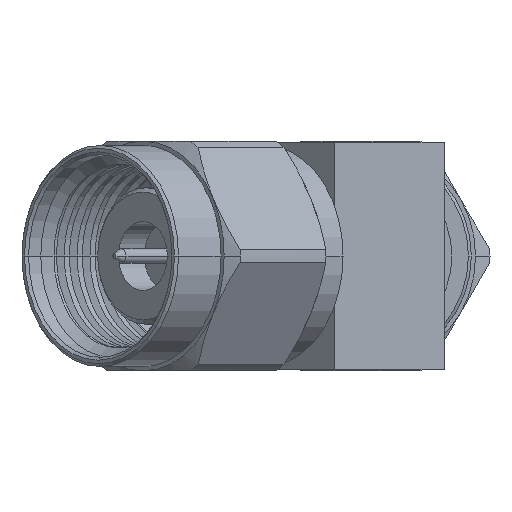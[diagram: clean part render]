
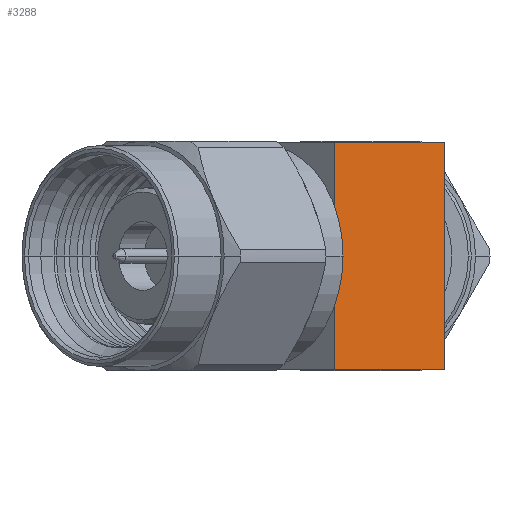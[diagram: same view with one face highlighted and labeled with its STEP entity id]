
A CAD part, left-side view. The second image highlights one B-rep face of the part: STEP entity #3288.
In plain terms, the highlighted planar face has unit normal (-0.707, -0.707, 0).
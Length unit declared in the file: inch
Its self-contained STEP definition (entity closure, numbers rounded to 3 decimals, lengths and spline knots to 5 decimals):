
#36 = EDGE_CURVE ( 'NONE', #6029, #4959, #7766, .T. ) ;
#148 = FACE_OUTER_BOUND ( 'NONE', #1763, .T. ) ;
#363 = LINE ( 'NONE', #1037, #1653 ) ;
#525 = ORIENTED_EDGE ( 'NONE', *, *, #8326, .T. ) ;
#673 = AXIS2_PLACEMENT_3D ( 'NONE', #7955, #7206, #6605 ) ;
#707 = EDGE_CURVE ( 'NONE', #2533, #6029, #4492, .T. ) ;
#1037 = CARTESIAN_POINT ( 'NONE',  ( -0.19679, 0.03532, -0.15551 ) ) ;
#1653 = VECTOR ( 'NONE', #7542, 39.37008 ) ;
#1763 = EDGE_LOOP ( 'NONE', ( #3204, #1870, #1802, #525 ) ) ;
#1802 = ORIENTED_EDGE ( 'NONE', *, *, #707, .F. ) ;
#1870 = ORIENTED_EDGE ( 'NONE', *, *, #36, .F. ) ;
#2337 = CARTESIAN_POINT ( 'NONE',  ( -0.04729, -0.11417, -0.15551 ) ) ;
#2533 = VERTEX_POINT ( 'NONE', #4641 ) ;
#2534 = CARTESIAN_POINT ( 'NONE',  ( -0.19679, 0.03532, 0.15551 ) ) ;
#2694 = PLANE ( 'NONE',  #673 ) ;
#3204 = ORIENTED_EDGE ( 'NONE', *, *, #7847, .T. ) ;
#3288 = ADVANCED_FACE ( 'NONE', ( #148 ), #2694, .T. ) ;
#3710 = VERTEX_POINT ( 'NONE', #7795 ) ;
#3853 = DIRECTION ( 'NONE',  ( 0., 0., 1. ) ) ;
#4492 = LINE ( 'NONE', #7640, #6373 ) ;
#4519 = CARTESIAN_POINT ( 'NONE',  ( -0.04729, -0.11417, 0.15551 ) ) ;
#4641 = CARTESIAN_POINT ( 'NONE',  ( -0.19679, 0.03532, -0.15551 ) ) ;
#4857 = CARTESIAN_POINT ( 'NONE',  ( -0.19679, 0.03532, 0.15551 ) ) ;
#4959 = VERTEX_POINT ( 'NONE', #4519 ) ;
#5503 = LINE ( 'NONE', #2337, #5534 ) ;
#5534 = VECTOR ( 'NONE', #7354, 39.37008 ) ;
#6029 = VERTEX_POINT ( 'NONE', #4857 ) ;
#6373 = VECTOR ( 'NONE', #3853, 39.37008 ) ;
#6605 = DIRECTION ( 'NONE',  ( -0.707, 0.707, 0. ) ) ;
#7206 = DIRECTION ( 'NONE',  ( -0.707, -0.707, 0. ) ) ;
#7354 = DIRECTION ( 'NONE',  ( 0., 0., 1. ) ) ;
#7441 = VECTOR ( 'NONE', #8225, 39.37008 ) ;
#7542 = DIRECTION ( 'NONE',  ( 0.707, -0.707, 0. ) ) ;
#7640 = CARTESIAN_POINT ( 'NONE',  ( -0.19679, 0.03532, -0.15551 ) ) ;
#7766 = LINE ( 'NONE', #2534, #7441 ) ;
#7795 = CARTESIAN_POINT ( 'NONE',  ( -0.04729, -0.11417, -0.15551 ) ) ;
#7847 = EDGE_CURVE ( 'NONE', #3710, #4959, #5503, .T. ) ;
#7955 = CARTESIAN_POINT ( 'NONE',  ( -0.19679, 0.03532, -0.15551 ) ) ;
#8225 = DIRECTION ( 'NONE',  ( 0.707, -0.707, 0. ) ) ;
#8326 = EDGE_CURVE ( 'NONE', #2533, #3710, #363, .T. ) ;
